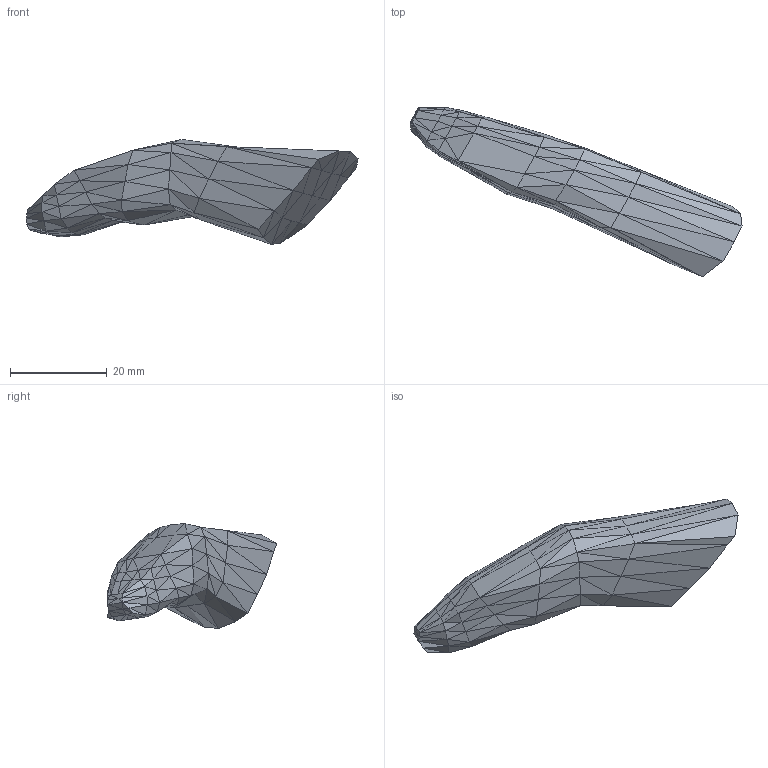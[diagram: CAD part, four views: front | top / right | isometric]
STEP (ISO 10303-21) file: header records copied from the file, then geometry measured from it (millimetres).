
FILE_DESCRIPTION(('STEP AP214'),'1');
FILE_NAME('Finger.step','2020-02-19T07:56:30',(' '),('ANSOFT Corporation'),'Spatial InterOp 3D',' ',' ');
FILE_SCHEMA(('AUTOMOTIVE_DESIGN { 1 0 10303 214 1 1 1 1 }'));
Length unit declared in the file: millimetre
Products named in the file (1): Finger
Bounding box: 68.48 x 35.05 x 21.65 mm (x, y, z)
Volume: 11103.7 mm3; surface area: 3483.3 mm2
Topology: 1 solids, 1 shells, 252 faces, 384 edges, 134 vertices
Faces by surface type: plane 252
Entity records: 5004 total; most frequent: DIRECTION 890, CARTESIAN_POINT 771, ORIENTED_EDGE 768, EDGE_CURVE 384, LINE 384, VECTOR 384, AXIS2_PLACEMENT_3D 253, ADVANCED_FACE 252
